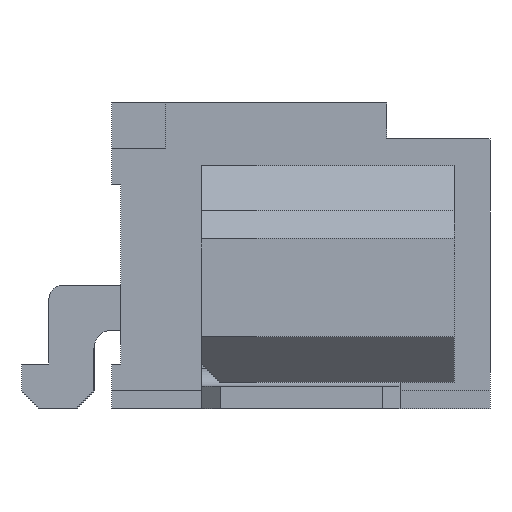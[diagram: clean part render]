
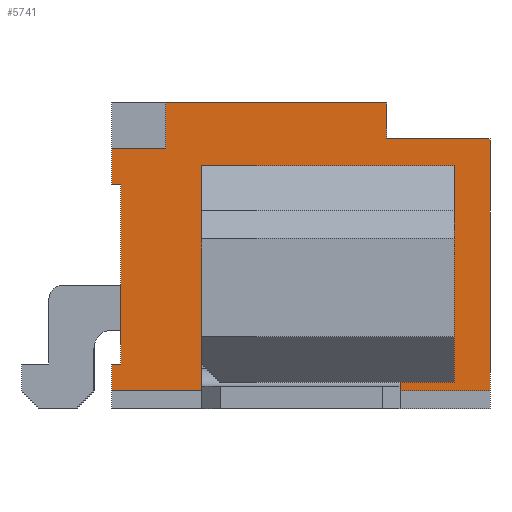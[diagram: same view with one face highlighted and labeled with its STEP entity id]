
A CAD part, left-side view. The second image highlights one B-rep face of the part: STEP entity #5741.
In plain terms, the highlighted planar face has unit normal (-1, 0, 0).
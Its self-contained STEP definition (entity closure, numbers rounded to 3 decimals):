
#214=FACE_BOUND('',#585,.T.);
#289=FACE_OUTER_BOUND('',#584,.T.);
#584=EDGE_LOOP('',(#4183,#4184,#4185,#4186,#4187,#4188,#4189,#4190,#4191,
#4192,#4193,#4194));
#585=EDGE_LOOP('',(#4195,#4196,#4197,#4198));
#859=LINE('',#7838,#1644);
#863=LINE('',#7848,#1648);
#889=LINE('',#7900,#1674);
#922=LINE('',#7966,#1707);
#1075=LINE('',#8301,#1860);
#1083=LINE('',#8317,#1868);
#1084=LINE('',#8319,#1869);
#1085=LINE('',#8320,#1870);
#1086=LINE('',#8322,#1871);
#1087=LINE('',#8324,#1872);
#1088=LINE('',#8326,#1873);
#1089=LINE('',#8328,#1874);
#1090=LINE('',#8330,#1875);
#1091=LINE('',#8331,#1876);
#1092=LINE('',#8332,#1877);
#1093=LINE('',#8333,#1878);
#1644=VECTOR('',#6368,0.3);
#1648=VECTOR('',#6374,0.4);
#1674=VECTOR('',#6402,0.1);
#1707=VECTOR('',#6441,2.4);
#1860=VECTOR('',#6720,2.4);
#1868=VECTOR('',#6738,0.6);
#1869=VECTOR('',#6739,0.1);
#1870=VECTOR('',#6740,2.);
#1871=VECTOR('',#6741,4.2);
#1872=VECTOR('',#6742,2.8);
#1873=VECTOR('',#6743,1.15);
#1874=VECTOR('',#6744,0.4);
#1875=VECTOR('',#6745,2.45);
#1876=VECTOR('',#6746,0.5);
#1877=VECTOR('',#6747,2.8);
#1878=VECTOR('',#6748,2.8);
#2419=VERTEX_POINT('',#7824);
#2424=VERTEX_POINT('',#7836);
#2428=VERTEX_POINT('',#7845);
#2429=VERTEX_POINT('',#7847);
#2454=VERTEX_POINT('',#7899);
#2483=VERTEX_POINT('',#7963);
#2484=VERTEX_POINT('',#7965);
#2602=VERTEX_POINT('',#8299);
#2603=VERTEX_POINT('',#8300);
#2606=VERTEX_POINT('',#8316);
#2607=VERTEX_POINT('',#8318);
#2608=VERTEX_POINT('',#8321);
#2609=VERTEX_POINT('',#8323);
#2610=VERTEX_POINT('',#8325);
#2611=VERTEX_POINT('',#8327);
#2612=VERTEX_POINT('',#8329);
#2965=EDGE_CURVE('',#2424,#2419,#859,.T.);
#2969=EDGE_CURVE('',#2428,#2429,#863,.T.);
#2995=EDGE_CURVE('',#2419,#2454,#889,.T.);
#3028=EDGE_CURVE('',#2484,#2483,#922,.T.);
#3198=EDGE_CURVE('',#2602,#2603,#1075,.T.);
#3206=EDGE_CURVE('',#2429,#2606,#1083,.T.);
#3207=EDGE_CURVE('',#2428,#2607,#1084,.T.);
#3208=EDGE_CURVE('',#2454,#2607,#1085,.T.);
#3209=EDGE_CURVE('',#2424,#2608,#1086,.T.);
#3210=EDGE_CURVE('',#2608,#2609,#1087,.T.);
#3211=EDGE_CURVE('',#2609,#2610,#1088,.T.);
#3212=EDGE_CURVE('',#2611,#2610,#1089,.T.);
#3213=EDGE_CURVE('',#2612,#2611,#1090,.T.);
#3214=EDGE_CURVE('',#2612,#2606,#1091,.T.);
#3215=EDGE_CURVE('',#2603,#2483,#1092,.T.);
#3216=EDGE_CURVE('',#2602,#2484,#1093,.T.);
#4183=ORIENTED_EDGE('',*,*,#3206,.F.);
#4184=ORIENTED_EDGE('',*,*,#2969,.F.);
#4185=ORIENTED_EDGE('',*,*,#3207,.T.);
#4186=ORIENTED_EDGE('',*,*,#3208,.F.);
#4187=ORIENTED_EDGE('',*,*,#2995,.F.);
#4188=ORIENTED_EDGE('',*,*,#2965,.F.);
#4189=ORIENTED_EDGE('',*,*,#3209,.T.);
#4190=ORIENTED_EDGE('',*,*,#3210,.T.);
#4191=ORIENTED_EDGE('',*,*,#3211,.T.);
#4192=ORIENTED_EDGE('',*,*,#3212,.F.);
#4193=ORIENTED_EDGE('',*,*,#3213,.F.);
#4194=ORIENTED_EDGE('',*,*,#3214,.T.);
#4195=ORIENTED_EDGE('',*,*,#3028,.T.);
#4196=ORIENTED_EDGE('',*,*,#3215,.F.);
#4197=ORIENTED_EDGE('',*,*,#3198,.F.);
#4198=ORIENTED_EDGE('',*,*,#3216,.T.);
#5460=PLANE('',#6066);
#5741=ADVANCED_FACE('',(#289,#214),#5460,.T.);
#6066=AXIS2_PLACEMENT_3D('',#8315,#6736,#6737);
#6368=DIRECTION('',(0.,0.,1.));
#6374=DIRECTION('',(0.,0.,1.));
#6402=DIRECTION('',(0.,-1.,0.));
#6441=DIRECTION('',(0.,0.,1.));
#6720=DIRECTION('',(0.,0.,1.));
#6736=DIRECTION('center_axis',(-1.,0.,0.));
#6737=DIRECTION('ref_axis',(0.,-1.,0.));
#6738=DIRECTION('',(0.,-1.,0.));
#6739=DIRECTION('',(0.,-1.,0.));
#6740=DIRECTION('',(0.,0.,1.));
#6741=DIRECTION('',(0.,-1.,0.));
#6742=DIRECTION('',(0.,0.,1.));
#6743=DIRECTION('',(0.,1.,0.));
#6744=DIRECTION('',(0.,0.,-1.));
#6745=DIRECTION('',(0.,-1.,0.));
#6746=DIRECTION('',(0.,0.,-1.));
#6747=DIRECTION('',(0.,1.,0.));
#6748=DIRECTION('',(0.,1.,0.));
#7824=CARTESIAN_POINT('',(-4.,2.1,0.5));
#7836=CARTESIAN_POINT('',(-4.,2.1,0.2));
#7838=CARTESIAN_POINT('',(-4.,2.1,0.2));
#7845=CARTESIAN_POINT('',(-4.,2.1,2.5));
#7847=CARTESIAN_POINT('',(-4.,2.1,2.9));
#7848=CARTESIAN_POINT('',(-4.,2.1,2.5));
#7899=CARTESIAN_POINT('',(-4.,2.,0.5));
#7900=CARTESIAN_POINT('',(-4.,2.1,0.5));
#7963=CARTESIAN_POINT('',(-4.,1.1,2.7));
#7965=CARTESIAN_POINT('',(-4.,1.1,0.3));
#7966=CARTESIAN_POINT('',(-4.,1.1,0.3));
#8299=CARTESIAN_POINT('',(-4.,-1.7,0.3));
#8300=CARTESIAN_POINT('',(-4.,-1.7,2.7));
#8301=CARTESIAN_POINT('',(-4.,-1.7,0.3));
#8315=CARTESIAN_POINT('Origin',(-4.,2.1,0.));
#8316=CARTESIAN_POINT('',(-4.,1.5,2.9));
#8317=CARTESIAN_POINT('',(-4.,2.1,2.9));
#8318=CARTESIAN_POINT('',(-4.,2.,2.5));
#8319=CARTESIAN_POINT('',(-4.,2.1,2.5));
#8320=CARTESIAN_POINT('',(-4.,2.,0.5));
#8321=CARTESIAN_POINT('',(-4.,-2.1,0.2));
#8322=CARTESIAN_POINT('',(-4.,2.1,0.2));
#8323=CARTESIAN_POINT('',(-4.,-2.1,3.));
#8324=CARTESIAN_POINT('',(-4.,-2.1,0.2));
#8325=CARTESIAN_POINT('',(-4.,-0.95,3.));
#8326=CARTESIAN_POINT('',(-4.,-2.1,3.));
#8327=CARTESIAN_POINT('',(-4.,-0.95,3.4));
#8328=CARTESIAN_POINT('',(-4.,-0.95,3.4));
#8329=CARTESIAN_POINT('',(-4.,1.5,3.4));
#8330=CARTESIAN_POINT('',(-4.,1.5,3.4));
#8331=CARTESIAN_POINT('',(-4.,1.5,3.4));
#8332=CARTESIAN_POINT('',(-4.,-1.7,2.7));
#8333=CARTESIAN_POINT('',(-4.,-1.7,0.3));
